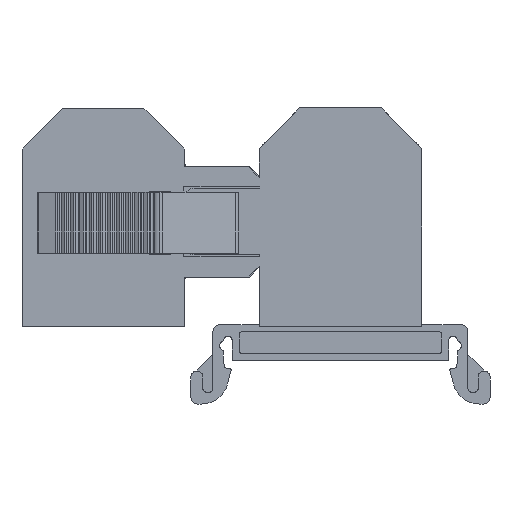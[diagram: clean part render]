
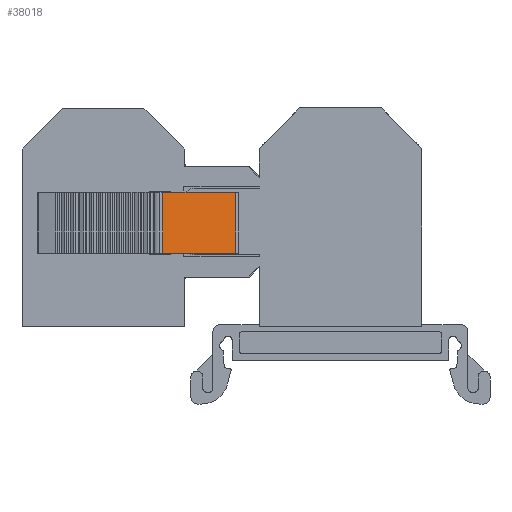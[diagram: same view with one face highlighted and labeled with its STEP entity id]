
A CAD part, front view. The second image highlights one B-rep face of the part: STEP entity #38018.
In plain terms, the highlighted planar face has unit normal (0.213, -0.977, 0).
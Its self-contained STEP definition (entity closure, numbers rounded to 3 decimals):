
#1655=LINE('',#56746,#6070);
#1656=LINE('',#56750,#6071);
#1657=LINE('',#56752,#6072);
#1658=LINE('',#56754,#6073);
#6070=VECTOR('',#45347,1000.);
#6071=VECTOR('',#45352,1000.);
#6072=VECTOR('',#45353,1000.);
#6073=VECTOR('',#45354,1000.);
#11142=ORIENTED_EDGE('',*,*,#22553,.F.);
#11143=ORIENTED_EDGE('',*,*,#22551,.T.);
#11144=ORIENTED_EDGE('',*,*,#22554,.T.);
#11145=ORIENTED_EDGE('',*,*,#22555,.T.);
#22551=EDGE_CURVE('',#28213,#28212,#1655,.F.);
#22553=EDGE_CURVE('',#28213,#28214,#1656,.T.);
#22554=EDGE_CURVE('',#28212,#28215,#1657,.T.);
#22555=EDGE_CURVE('',#28215,#28214,#1658,.T.);
#28212=VERTEX_POINT('',#56745);
#28213=VERTEX_POINT('',#56747);
#28214=VERTEX_POINT('',#56751);
#28215=VERTEX_POINT('',#56753);
#32376=EDGE_LOOP('',(#11142,#11143,#11144,#11145));
#34471=FACE_BOUND('',#32376,.T.);
#36477=PLANE('',#40405);
#38018=ADVANCED_FACE('',(#34471),#36477,.T.);
#40405=AXIS2_PLACEMENT_3D('',#56749,#45350,#45351);
#45347=DIRECTION('',(0.,0.,-1.));
#45350=DIRECTION('',(0.213,-0.977,0.));
#45351=DIRECTION('',(-0.977,-0.213,0.));
#45352=DIRECTION('',(-0.977,-0.213,0.));
#45353=DIRECTION('',(-0.977,-0.213,0.));
#45354=DIRECTION('',(0.,0.,-1.));
#56745=CARTESIAN_POINT('',(-9.628,-83.909,2.862));
#56746=CARTESIAN_POINT('',(-9.628,-83.909,2.862));
#56747=CARTESIAN_POINT('',(-9.628,-83.909,-6.138));
#56749=CARTESIAN_POINT('',(-8.788,-83.725,2.862));
#56750=CARTESIAN_POINT('',(-8.788,-83.725,-6.138));
#56751=CARTESIAN_POINT('',(-20.371,-86.256,-6.138));
#56752=CARTESIAN_POINT('',(-8.788,-83.725,2.862));
#56753=CARTESIAN_POINT('',(-20.371,-86.256,2.862));
#56754=CARTESIAN_POINT('',(-20.371,-86.256,2.862));
